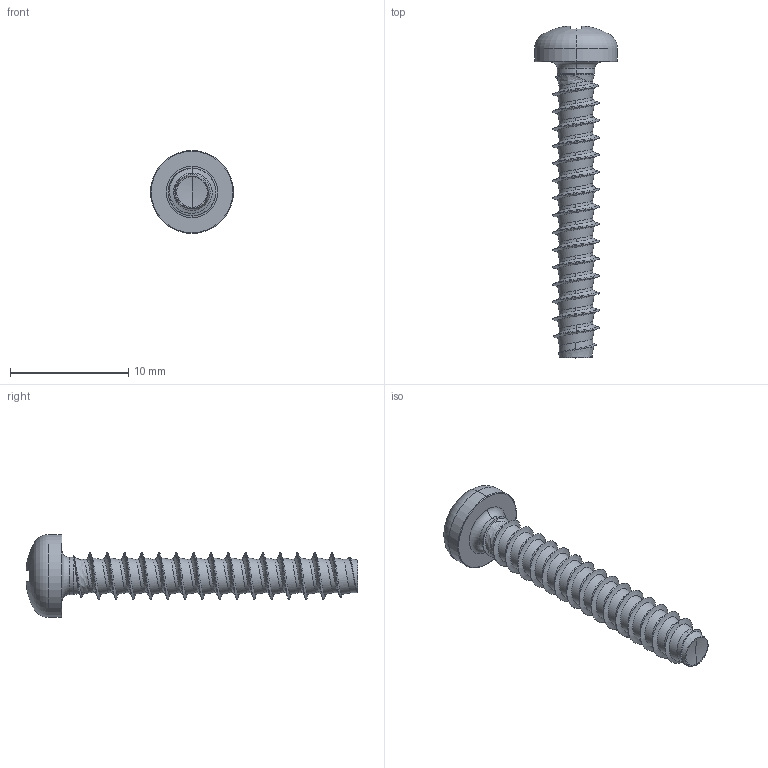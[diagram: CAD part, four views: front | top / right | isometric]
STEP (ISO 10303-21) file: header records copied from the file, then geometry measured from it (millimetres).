
FILE_DESCRIPTION (( 'STEP AP203' ), '1' );
FILE_NAME ('STP220400250.STEP', '2017-08-15T03:06:22', ( '' ), ( '' ), 'SwSTEP 2.0', 'SolidWorks 2015', '' );
FILE_SCHEMA (( 'CONFIG_CONTROL_DESIGN' ));
Length unit declared in the file: millimetre
Products named in the file (1): STP220400250
Bounding box: 7 x 28.03 x 7 mm (x, y, z)
Volume: 269.2 mm3; surface area: 498 mm2
Topology: 1 solids, 1 shells, 199 faces, 484 edges, 287 vertices
Faces by surface type: cylinder 58, bspline 55, plane 30, torus 28, sphere 20, cone 8
Entity records: 26566 total; most frequent: CARTESIAN_POINT 22396, ORIENTED_EDGE 964, DIRECTION 750, EDGE_CURVE 482, AXIS2_PLACEMENT_3D 324, VERTEX_POINT 287, EDGE_LOOP 201, FACE_OUTER_BOUND 199
